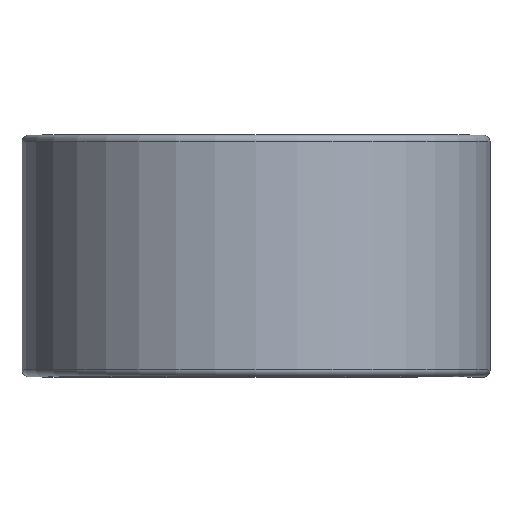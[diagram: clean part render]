
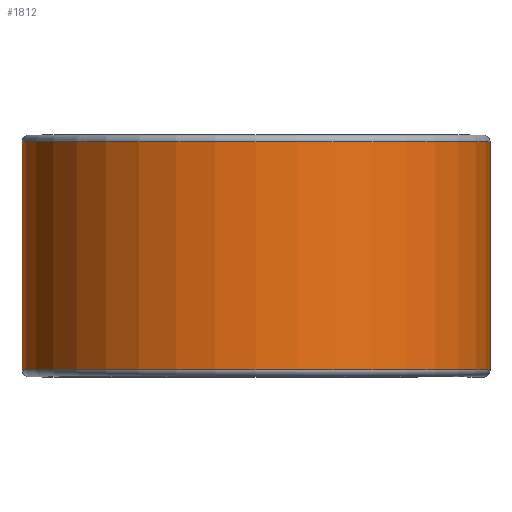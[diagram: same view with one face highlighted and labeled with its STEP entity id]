
A CAD part, top view. The second image highlights one B-rep face of the part: STEP entity #1812.
In plain terms, the highlighted cylindrical face has radius 26.124 mm (diameter 52.248 mm), a partial arc.
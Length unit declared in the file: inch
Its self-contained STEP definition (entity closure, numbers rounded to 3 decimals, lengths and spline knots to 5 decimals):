
#31 = FACE_OUTER_BOUND ( 'NONE', #292, .T. ) ;
#45 = AXIS2_PLACEMENT_3D ( 'NONE', #2025, #2207, #947 ) ;
#79 = CARTESIAN_POINT ( 'NONE',  ( 0., 0.50125, -1.0285 ) ) ;
#186 = ORIENTED_EDGE ( 'NONE', *, *, #428, .F. ) ;
#268 = EDGE_CURVE ( 'NONE', #1281, #506, #1333, .T. ) ;
#292 = EDGE_LOOP ( 'NONE', ( #1248, #1173, #186, #2328 ) ) ;
#373 = CIRCLE ( 'NONE', #1278, 1.0285 ) ;
#428 = EDGE_CURVE ( 'NONE', #1226, #506, #1776, .T. ) ;
#432 = DIRECTION ( 'NONE',  ( 0., -1., 0. ) ) ;
#434 = CARTESIAN_POINT ( 'NONE',  ( 0., -0.50125, -1.0285 ) ) ;
#506 = VERTEX_POINT ( 'NONE', #79 ) ;
#519 = AXIS2_PLACEMENT_3D ( 'NONE', #1325, #1294, #2235 ) ;
#922 = CARTESIAN_POINT ( 'NONE',  ( 1.0285, -0.50125, 0. ) ) ;
#927 = CARTESIAN_POINT ( 'NONE',  ( 1.0285, 0.50125, 0. ) ) ;
#947 = DIRECTION ( 'NONE',  ( 0., 0., -1. ) ) ;
#1173 = ORIENTED_EDGE ( 'NONE', *, *, #268, .T. ) ;
#1178 = DIRECTION ( 'NONE',  ( 0., 1., 0. ) ) ;
#1226 = VERTEX_POINT ( 'NONE', #434 ) ;
#1248 = ORIENTED_EDGE ( 'NONE', *, *, #1759, .T. ) ;
#1278 = AXIS2_PLACEMENT_3D ( 'NONE', #1509, #432, #1682 ) ;
#1281 = VERTEX_POINT ( 'NONE', #2068 ) ;
#1294 = DIRECTION ( 'NONE',  ( 0., -1., 0. ) ) ;
#1325 = CARTESIAN_POINT ( 'NONE',  ( 0., 0.50125, 0. ) ) ;
#1333 = CIRCLE ( 'NONE', #519, 1.0285 ) ;
#1389 = LINE ( 'NONE', #927, #1939 ) ;
#1509 = CARTESIAN_POINT ( 'NONE',  ( 0., -0.50125, 0. ) ) ;
#1682 = DIRECTION ( 'NONE',  ( 0., 0., -1. ) ) ;
#1697 = VERTEX_POINT ( 'NONE', #922 ) ;
#1710 = CYLINDRICAL_SURFACE ( 'NONE', #45, 1.0285 ) ;
#1712 = CARTESIAN_POINT ( 'NONE',  ( 0., 0.50125, -1.0285 ) ) ;
#1721 = VECTOR ( 'NONE', #1178, 39.37008 ) ;
#1759 = EDGE_CURVE ( 'NONE', #1697, #1281, #1389, .T. ) ;
#1776 = LINE ( 'NONE', #1712, #1721 ) ;
#1812 = ADVANCED_FACE ( 'NONE', ( #31 ), #1710, .T. ) ;
#1860 = EDGE_CURVE ( 'NONE', #1697, #1226, #373, .T. ) ;
#1939 = VECTOR ( 'NONE', #2187, 39.37008 ) ;
#2025 = CARTESIAN_POINT ( 'NONE',  ( 0., 0.5, 0. ) ) ;
#2068 = CARTESIAN_POINT ( 'NONE',  ( 1.0285, 0.50125, 0. ) ) ;
#2187 = DIRECTION ( 'NONE',  ( 0., 1., 0. ) ) ;
#2207 = DIRECTION ( 'NONE',  ( 0., -1., 0. ) ) ;
#2235 = DIRECTION ( 'NONE',  ( 0., 0., -1. ) ) ;
#2328 = ORIENTED_EDGE ( 'NONE', *, *, #1860, .F. ) ;
